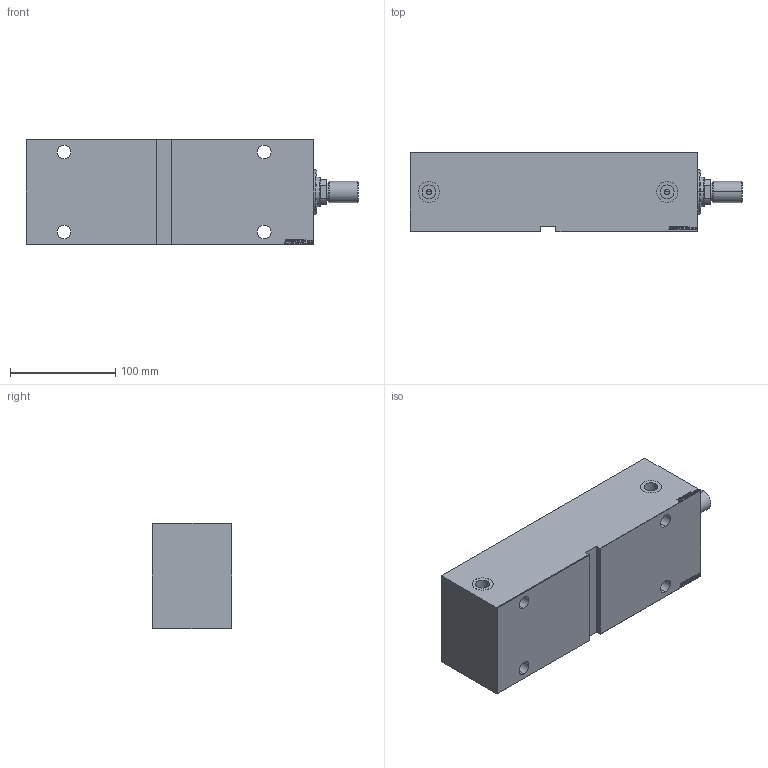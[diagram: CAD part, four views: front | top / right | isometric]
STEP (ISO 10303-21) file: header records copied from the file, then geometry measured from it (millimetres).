
FILE_DESCRIPTION (( 'STEP AP203' ), '1' );
FILE_NAME ('c824.STEP', '2023-12-01T12:15:50', ( '' ), ( '' ), 'SwSTEP 2.0', 'SolidWorks 2019', '' );
FILE_SCHEMA (( 'CONFIG_CONTROL_DESIGN' ));
Length unit declared in the file: millimetre
Products named in the file (5): V450CM_E_Body 1a3d60fcbcb20210695aa8d70d21a17d; V450CM_VC_B 1a3d60fcbcb20210695aa8d70d21a17d; V450CM_E_VCP 1a3d60fcbcb20210695aa8d70d21a17d; V450CM_MALE_METRIC 1a3d60fcbcb20210695aa8d70d21a17d; c824
Assembly tree (4 placements, depth 2):
  c824
    V450CM_E_Body 1a3d60fcbcb20210695aa8d70d21a17d
    V450CM_E_VCP 1a3d60fcbcb20210695aa8d70d21a17d
    V450CM_VC_B 1a3d60fcbcb20210695aa8d70d21a17d
    V450CM_MALE_METRIC 1a3d60fcbcb20210695aa8d70d21a17d
Bounding box: 315 x 75 x 100 mm (x, y, z)
Volume: 1732073.7 mm3; surface area: 211981.1 mm2
Topology: 4 solids, 4 shells, 870 faces, 2230 edges, 1477 vertices
Faces by surface type: plane 414, bspline 380, cylinder 56, cone 18, torus 2
Entity records: 43741 total; most frequent: CARTESIAN_POINT 24570, ORIENTED_EDGE 4456, DIRECTION 2584, EDGE_CURVE 2228, VERTEX_POINT 1477, VECTOR 1322, LINE 1322, EDGE_LOOP 995
